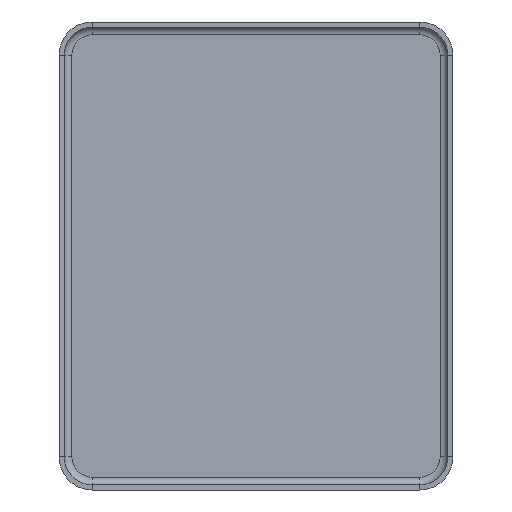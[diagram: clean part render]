
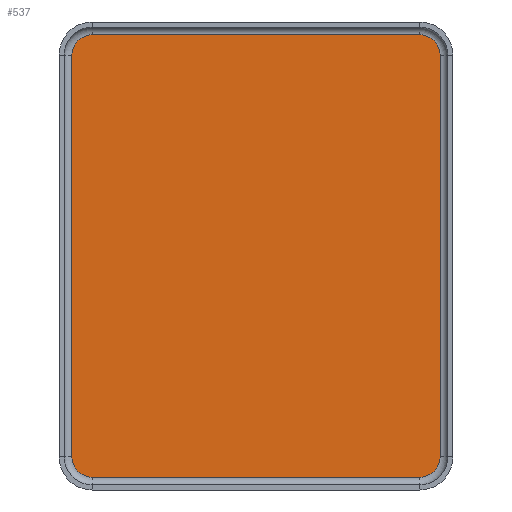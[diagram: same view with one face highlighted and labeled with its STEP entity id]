
A CAD part, front view. The second image highlights one B-rep face of the part: STEP entity #537.
In plain terms, the highlighted planar face has unit normal (0, -1, 0).
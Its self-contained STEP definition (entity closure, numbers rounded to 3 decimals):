
#5 = AXIS2_PLACEMENT_3D ( 'NONE', #902, #175, #545 ) ;
#7 = VECTOR ( 'NONE', #621, 1000. ) ;
#19 = DIRECTION ( 'NONE',  ( 0., 1., 0. ) ) ;
#20 = VERTEX_POINT ( 'NONE', #1073 ) ;
#59 = ORIENTED_EDGE ( 'NONE', *, *, #464, .F. ) ;
#60 = AXIS2_PLACEMENT_3D ( 'NONE', #191, #637, #461 ) ;
#68 = VERTEX_POINT ( 'NONE', #651 ) ;
#70 = CARTESIAN_POINT ( 'NONE',  ( 7.2, -0.2, -7.85 ) ) ;
#80 = AXIS2_PLACEMENT_3D ( 'NONE', #675, #568, #1025 ) ;
#94 = VECTOR ( 'NONE', #1176, 1000. ) ;
#148 = ORIENTED_EDGE ( 'NONE', *, *, #992, .F. ) ;
#153 = EDGE_CURVE ( 'NONE', #353, #877, #998, .T. ) ;
#175 = DIRECTION ( 'NONE',  ( 0., 1., 0. ) ) ;
#178 = EDGE_CURVE ( 'NONE', #68, #239, #1059, .T. ) ;
#191 = CARTESIAN_POINT ( 'NONE',  ( 6.4, -0.2, 7.85 ) ) ;
#196 = VECTOR ( 'NONE', #338, 1000. ) ;
#201 = ORIENTED_EDGE ( 'NONE', *, *, #497, .F. ) ;
#211 = ORIENTED_EDGE ( 'NONE', *, *, #178, .F. ) ;
#239 = VERTEX_POINT ( 'NONE', #747 ) ;
#244 = AXIS2_PLACEMENT_3D ( 'NONE', #1044, #19, #943 ) ;
#245 = CARTESIAN_POINT ( 'NONE',  ( -7.2, -0.2, -7.85 ) ) ;
#267 = LINE ( 'NONE', #740, #515 ) ;
#326 = CIRCLE ( 'NONE', #60, 0.8 ) ;
#331 = VERTEX_POINT ( 'NONE', #974 ) ;
#336 = VERTEX_POINT ( 'NONE', #1161 ) ;
#338 = DIRECTION ( 'NONE',  ( 1., 0., 0. ) ) ;
#353 = VERTEX_POINT ( 'NONE', #70 ) ;
#412 = EDGE_LOOP ( 'NONE', ( #612, #1139, #865, #148, #211, #59, #1108, #201 ) ) ;
#432 = LINE ( 'NONE', #610, #196 ) ;
#436 = LINE ( 'NONE', #245, #7 ) ;
#461 = DIRECTION ( 'NONE',  ( 0., 0., 1. ) ) ;
#464 = EDGE_CURVE ( 'NONE', #877, #68, #267, .T. ) ;
#497 = EDGE_CURVE ( 'NONE', #524, #353, #1081, .T. ) ;
#498 = EDGE_CURVE ( 'NONE', #20, #524, #326, .T. ) ;
#515 = VECTOR ( 'NONE', #827, 1000. ) ;
#524 = VERTEX_POINT ( 'NONE', #1005 ) ;
#537 = ADVANCED_FACE ( 'NONE', ( #559 ), #1093, .T. ) ;
#545 = DIRECTION ( 'NONE',  ( 0., 0., 1. ) ) ;
#559 = FACE_OUTER_BOUND ( 'NONE', #412, .T. ) ;
#568 = DIRECTION ( 'NONE',  ( 0., 1., 0. ) ) ;
#610 = CARTESIAN_POINT ( 'NONE',  ( -6.4, -0.2, 8.65 ) ) ;
#612 = ORIENTED_EDGE ( 'NONE', *, *, #498, .F. ) ;
#621 = DIRECTION ( 'NONE',  ( 0., 0., 1. ) ) ;
#637 = DIRECTION ( 'NONE',  ( 0., 1., 0. ) ) ;
#651 = CARTESIAN_POINT ( 'NONE',  ( -6.4, -0.2, -8.65 ) ) ;
#659 = EDGE_CURVE ( 'NONE', #336, #331, #825, .T. ) ;
#675 = CARTESIAN_POINT ( 'NONE',  ( -6.4, -0.2, 7.85 ) ) ;
#724 = CARTESIAN_POINT ( 'NONE',  ( 7.2, -0.2, 7.85 ) ) ;
#740 = CARTESIAN_POINT ( 'NONE',  ( 6.4, -0.2, -8.65 ) ) ;
#747 = CARTESIAN_POINT ( 'NONE',  ( -7.2, -0.2, -7.85 ) ) ;
#821 = DIRECTION ( 'NONE',  ( 0., -1., 0. ) ) ;
#825 = CIRCLE ( 'NONE', #80, 0.8 ) ;
#827 = DIRECTION ( 'NONE',  ( -1., 0., 0. ) ) ;
#865 = ORIENTED_EDGE ( 'NONE', *, *, #659, .F. ) ;
#877 = VERTEX_POINT ( 'NONE', #1123 ) ;
#901 = AXIS2_PLACEMENT_3D ( 'NONE', #1088, #821, #1172 ) ;
#902 = CARTESIAN_POINT ( 'NONE',  ( 6.4, -0.2, -7.85 ) ) ;
#943 = DIRECTION ( 'NONE',  ( 0., 0., 1. ) ) ;
#966 = EDGE_CURVE ( 'NONE', #331, #20, #432, .T. ) ;
#974 = CARTESIAN_POINT ( 'NONE',  ( -6.4, -0.2, 8.65 ) ) ;
#992 = EDGE_CURVE ( 'NONE', #239, #336, #436, .T. ) ;
#998 = CIRCLE ( 'NONE', #5, 0.8 ) ;
#1005 = CARTESIAN_POINT ( 'NONE',  ( 7.2, -0.2, 7.85 ) ) ;
#1025 = DIRECTION ( 'NONE',  ( 0., 0., 1. ) ) ;
#1044 = CARTESIAN_POINT ( 'NONE',  ( -6.4, -0.2, -7.85 ) ) ;
#1059 = CIRCLE ( 'NONE', #244, 0.8 ) ;
#1073 = CARTESIAN_POINT ( 'NONE',  ( 6.4, -0.2, 8.65 ) ) ;
#1081 = LINE ( 'NONE', #724, #94 ) ;
#1088 = CARTESIAN_POINT ( 'NONE',  ( 6.4, -0.2, 7.85 ) ) ;
#1093 = PLANE ( 'NONE',  #901 ) ;
#1108 = ORIENTED_EDGE ( 'NONE', *, *, #153, .F. ) ;
#1123 = CARTESIAN_POINT ( 'NONE',  ( 6.4, -0.2, -8.65 ) ) ;
#1139 = ORIENTED_EDGE ( 'NONE', *, *, #966, .F. ) ;
#1161 = CARTESIAN_POINT ( 'NONE',  ( -7.2, -0.2, 7.85 ) ) ;
#1172 = DIRECTION ( 'NONE',  ( 0., 0., -1. ) ) ;
#1176 = DIRECTION ( 'NONE',  ( 0., 0., -1. ) ) ;
